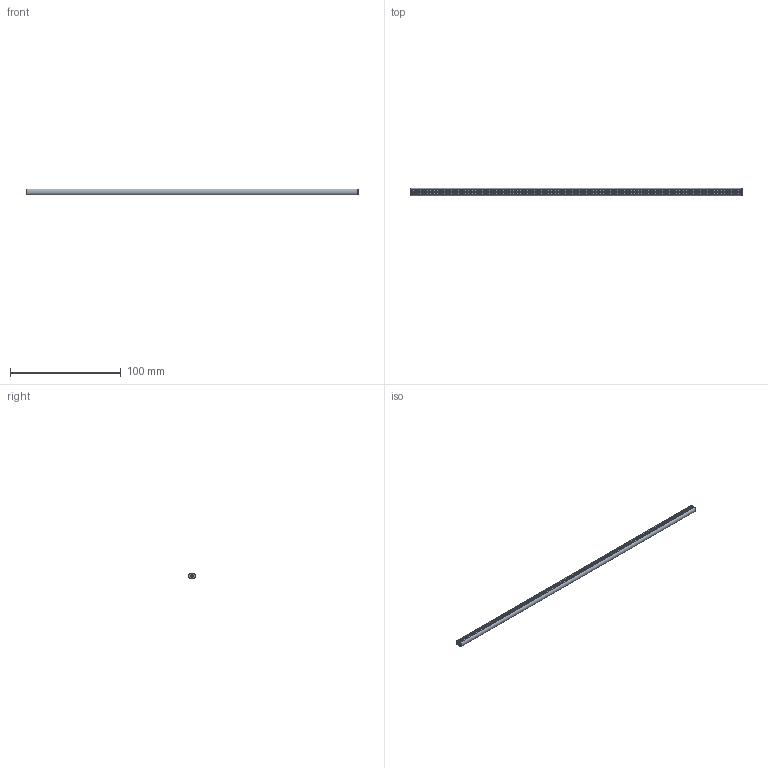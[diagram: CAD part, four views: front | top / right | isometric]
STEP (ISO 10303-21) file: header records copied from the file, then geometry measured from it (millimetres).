
FILE_DESCRIPTION(('FreeCAD Model'),'2;1');
FILE_NAME('Open CASCADE Shape Model','2024-06-18T16:15:05',(''),(''), 'Open CASCADE STEP processor 7.6','FreeCAD','Unknown');
FILE_SCHEMA(('AUTOMOTIVE_DESIGN { 1 0 10303 214 1 1 1 1 }'));
Length unit declared in the file: millimetre
Products named in the file (1): Shaft IDX BU24.00 - SPN-SFT-0216 (stemfie.org)
Bounding box: 300 x 6.6 x 5 mm (x, y, z)
Volume: 6847.8 mm3; surface area: 8607.4 mm2
Topology: 1 solids, 1 shells, 959 faces, 2977 edges, 1854 vertices
Faces by surface type: plane 314, cylinder 291, cone 196, extrusion 158
Full cylindrical faces by diameter (mm): 2 x289
Entity records: 34183 total; most frequent: CARTESIAN_POINT 6739, ORIENTED_EDGE 5954, DIRECTION 5601, EDGE_CURVE 2977, AXIS2_PLACEMENT_3D 1980, VERTEX_POINT 1854, VECTOR 1641, LINE 1483
